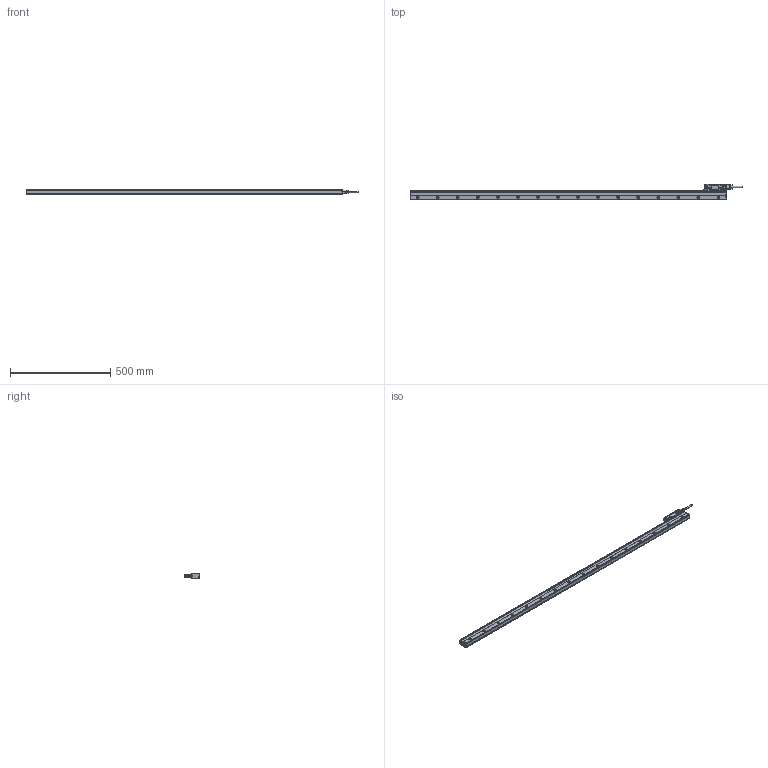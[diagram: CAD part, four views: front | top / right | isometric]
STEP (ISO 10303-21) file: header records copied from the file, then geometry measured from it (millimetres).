
FILE_DESCRIPTION(('CATIA V5 STEP'),'2;1');
FILE_NAME('SR87_L_144.stp','2010-05-26T07:52:00+00:00',('none'),('none'),'CATIA Version 5 Release 19 SP 6 (IN-10)','CATIA V5 STEP AP214','none');
FILE_SCHEMA(('AUTOMOTIVE_DESIGN { 1 0 10303 214 1 1 1 1 }'));
Products named in the file (3): SR87_L_144; SR87-144_S; SR87_head_L
Assembly tree (2 placements, depth 2):
  SR87_L_144
    SR87-144_S
    SR87_head_L
Bounding box: 1657.7 x 78 x 29 mm (x, y, z)
Volume: 2057120.4 mm3; surface area: 297153.3 mm2
Topology: 2 solids, 18 shells, 2567 faces, 6545 edges, 3942 vertices
Faces by surface type: plane 1176, cylinder 892, cone 175, torus 175, sphere 96, bspline 53
Entity records: 75632 total; most frequent: CARTESIAN_POINT 19146, ORIENTED_EDGE 12872, DIRECTION 9323, EDGE_CURVE 6426, AXIS2_PLACEMENT_3D 4042, VERTEX_POINT 3940, VECTOR 3371, LINE 3371
